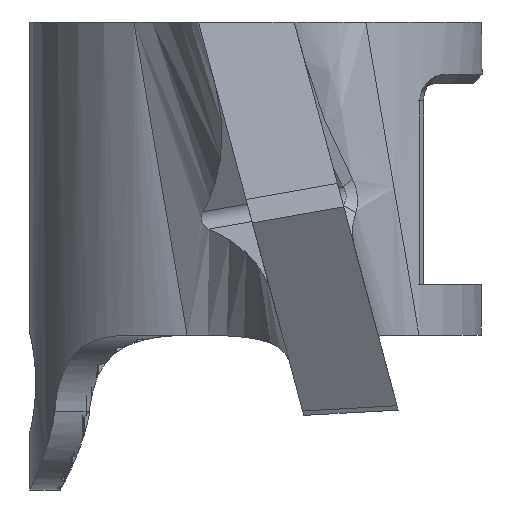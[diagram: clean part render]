
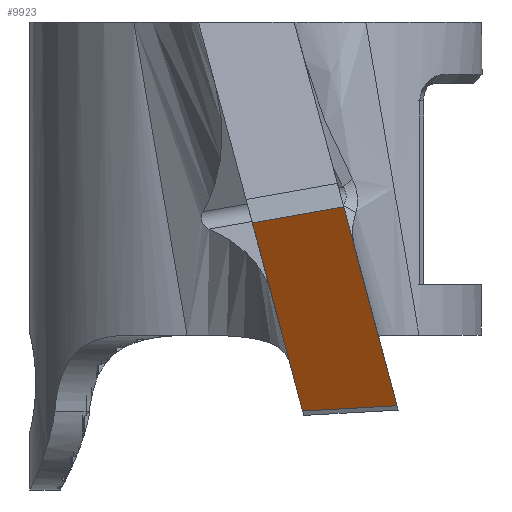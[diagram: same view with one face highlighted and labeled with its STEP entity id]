
A CAD part, front view. The second image highlights one B-rep face of the part: STEP entity #9923.
In plain terms, the highlighted planar face has unit normal (0.1, -0.819, -0.565).
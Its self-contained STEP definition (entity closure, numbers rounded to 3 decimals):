
#297 = PLANE ( 'NONE',  #9863 ) ;
#355 = EDGE_CURVE ( 'NONE', #12200, #13382, #8888, .T. ) ;
#464 = CARTESIAN_POINT ( 'NONE',  ( 10.083, -68.585, 14.744 ) ) ;
#786 = DIRECTION ( 'NONE',  ( -0.985, 0., -0.174 ) ) ;
#1599 = DIRECTION ( 'NONE',  ( 0.212, 0.572, -0.792 ) ) ;
#1610 = EDGE_CURVE ( 'NONE', #9996, #5278, #7198, .T. ) ;
#2134 = VECTOR ( 'NONE', #1599, 1000. ) ;
#2179 = VECTOR ( 'NONE', #786, 1000. ) ;
#2353 = EDGE_CURVE ( 'NONE', #9996, #12200, #6735, .T. ) ;
#2676 = ORIENTED_EDGE ( 'NONE', *, *, #1610, .F. ) ;
#2711 = FACE_OUTER_BOUND ( 'NONE', #8259, .T. ) ;
#3235 = ORIENTED_EDGE ( 'NONE', *, *, #11955, .T. ) ;
#3958 = VECTOR ( 'NONE', #15525, 1000. ) ;
#4286 = LINE ( 'NONE', #5484, #8313 ) ;
#4592 = CARTESIAN_POINT ( 'NONE',  ( -0.421, -68.585, 12.892 ) ) ;
#5125 = CARTESIAN_POINT ( 'NONE',  ( 36.948, -37.161, -26.089 ) ) ;
#5278 = VERTEX_POINT ( 'NONE', #13724 ) ;
#5484 = CARTESIAN_POINT ( 'NONE',  ( 16.649, -52.028, -8.11 ) ) ;
#6735 = LINE ( 'NONE', #15297, #2179 ) ;
#7198 = LINE ( 'NONE', #10886, #3958 ) ;
#8259 = EDGE_LOOP ( 'NONE', ( #2676, #9621, #13166, #3235 ) ) ;
#8313 = VECTOR ( 'NONE', #9234, 1000. ) ;
#8888 = LINE ( 'NONE', #9046, #2134 ) ;
#9046 = CARTESIAN_POINT ( 'NONE',  ( 0.38, -66.427, 9.903 ) ) ;
#9234 = DIRECTION ( 'NONE',  ( 0.995, 0.082, 0.056 ) ) ;
#9621 = ORIENTED_EDGE ( 'NONE', *, *, #2353, .T. ) ;
#9863 = AXIS2_PLACEMENT_3D ( 'NONE', #5125, #13849, #13614 ) ;
#9923 = ADVANCED_FACE ( 'NONE', ( #2711 ), #297, .F. ) ;
#9996 = VERTEX_POINT ( 'NONE', #464 ) ;
#10886 = CARTESIAN_POINT ( 'NONE',  ( 10.722, -66.863, 12.359 ) ) ;
#11955 = EDGE_CURVE ( 'NONE', #13382, #5278, #4286, .T. ) ;
#12200 = VERTEX_POINT ( 'NONE', #4592 ) ;
#13166 = ORIENTED_EDGE ( 'NONE', *, *, #355, .T. ) ;
#13382 = VERTEX_POINT ( 'NONE', #15734 ) ;
#13614 = DIRECTION ( 'NONE',  ( 0., -0.568, 0.823 ) ) ;
#13724 = CARTESIAN_POINT ( 'NONE',  ( 16.213, -52.064, -8.134 ) ) ;
#13849 = DIRECTION ( 'NONE',  ( -0.1, 0.819, 0.565 ) ) ;
#15297 = CARTESIAN_POINT ( 'NONE',  ( 29.155, -68.585, 18.107 ) ) ;
#15525 = DIRECTION ( 'NONE',  ( 0.212, 0.572, -0.792 ) ) ;
#15734 = CARTESIAN_POINT ( 'NONE',  ( 5.376, -52.961, -8.743 ) ) ;
